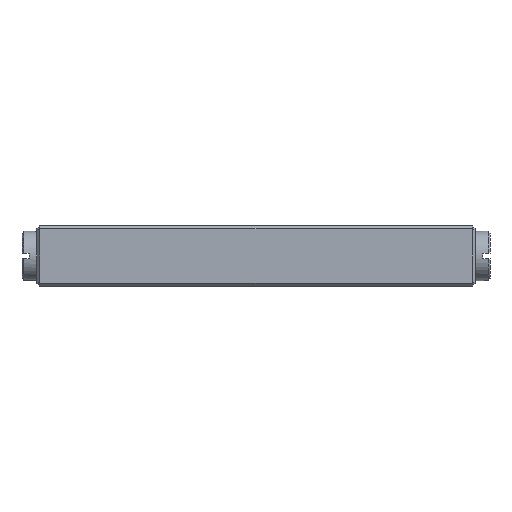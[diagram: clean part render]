
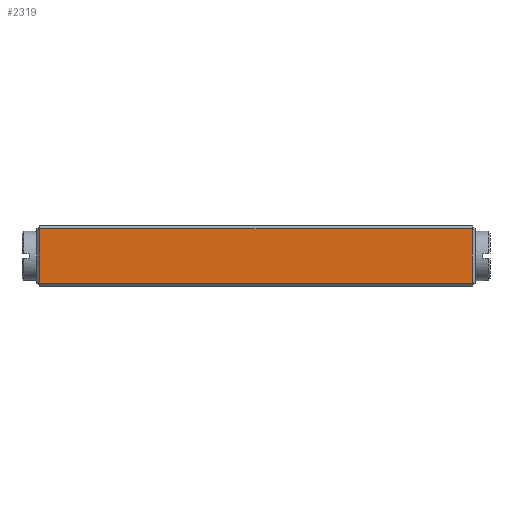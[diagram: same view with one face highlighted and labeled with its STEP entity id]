
A CAD part, front view. The second image highlights one B-rep face of the part: STEP entity #2319.
In plain terms, the highlighted face is planar.
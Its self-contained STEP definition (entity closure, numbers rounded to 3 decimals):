
#2319=ADVANCED_FACE('',(#2678),#2583,.T.);
#2583=PLANE('',#6233);
#2678=FACE_OUTER_BOUND('',#2867,.T.);
#2867=EDGE_LOOP('',(#3255,#3256,#3257,#3258));
#3255=ORIENTED_EDGE('',*,*,#5015,.T.);
#3256=ORIENTED_EDGE('',*,*,#5016,.T.);
#3257=ORIENTED_EDGE('',*,*,#5017,.T.);
#3258=ORIENTED_EDGE('',*,*,#5018,.T.);
#4563=VERTEX_POINT('',#8458);
#4564=VERTEX_POINT('',#8459);
#4565=VERTEX_POINT('',#8461);
#4566=VERTEX_POINT('',#8463);
#5015=EDGE_CURVE('',#4563,#4564,#5665,.T.);
#5016=EDGE_CURVE('',#4564,#4565,#5666,.T.);
#5017=EDGE_CURVE('',#4565,#4566,#5667,.T.);
#5018=EDGE_CURVE('',#4566,#4563,#5668,.T.);
#5665=LINE('',#8457,#5957);
#5666=LINE('',#8460,#5958);
#5667=LINE('',#8462,#5959);
#5668=LINE('',#8464,#5960);
#5957=VECTOR('',#6893,1.);
#5958=VECTOR('',#6894,1.);
#5959=VECTOR('',#6895,1.);
#5960=VECTOR('',#6896,1.);
#6233=AXIS2_PLACEMENT_3D('',#8465,#6897,#6898);
#6893=DIRECTION('',(1.,0.,0.));
#6894=DIRECTION('',(0.,0.,-1.));
#6895=DIRECTION('',(-1.,0.,0.));
#6896=DIRECTION('',(0.,0.,1.));
#6897=DIRECTION('',(0.,1.,0.));
#6898=DIRECTION('',(0.,0.,1.));
#8457=CARTESIAN_POINT('',(40.,10.6,10.5));
#8458=CARTESIAN_POINT('',(0.5,10.6,10.5));
#8459=CARTESIAN_POINT('',(79.5,10.6,10.5));
#8460=CARTESIAN_POINT('',(79.5,10.6,0.));
#8461=CARTESIAN_POINT('',(79.5,10.6,0.5));
#8462=CARTESIAN_POINT('',(40.,10.6,0.5));
#8463=CARTESIAN_POINT('',(0.5,10.6,0.5));
#8464=CARTESIAN_POINT('',(0.5,10.6,0.));
#8465=CARTESIAN_POINT('',(40.,10.6,0.));
